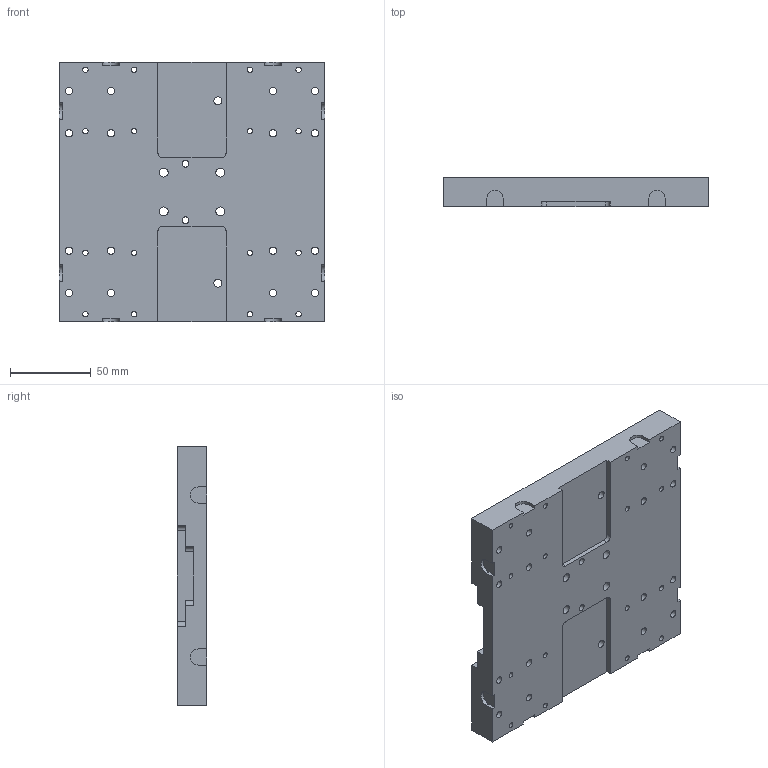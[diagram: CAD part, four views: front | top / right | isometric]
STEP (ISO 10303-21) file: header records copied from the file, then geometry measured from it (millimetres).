
FILE_DESCRIPTION(('FreeCAD Model'),'2;1');
FILE_NAME('Open CASCADE Shape Model','2024-12-12T16:49:06',(''),(''), 'Open CASCADE STEP processor 7.8','FreeCAD','Unknown');
FILE_SCHEMA(('AUTOMOTIVE_DESIGN { 1 0 10303 214 1 1 1 1 }'));
Length unit declared in the file: millimetre
Products named in the file (1): MiddlePlate
Bounding box: 164 x 18 x 160 mm (x, y, z)
Volume: 381184.8 mm3; surface area: 76070.7 mm2
Topology: 1 solids, 1 shells, 162 faces, 422 edges, 282 vertices
Faces by surface type: cylinder 82, plane 80
Full cylindrical faces by diameter (mm): 3.3 x16, 4.2 x2, 4.5 x16, 5 x2, 5.5 x4, 8 x16, 10 x4
Entity records: 10885 total; most frequent: CARTESIAN_POINT 2089, DIRECTION 1693, LINE 938, VECTOR 938, ORIENTED_EDGE 844, PCURVE 844, DEFINITIONAL_REPRESENTATION 844, EDGE_CURVE 422
